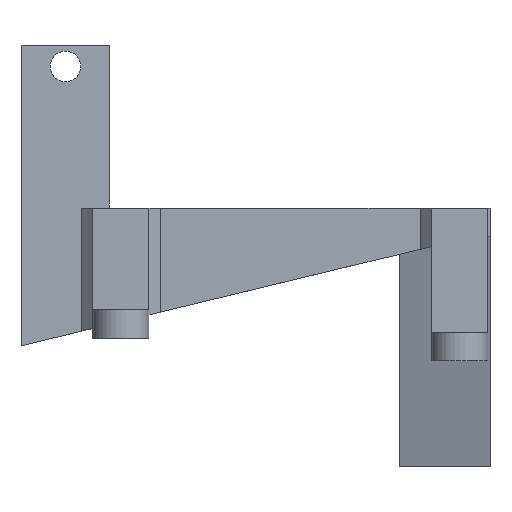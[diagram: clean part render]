
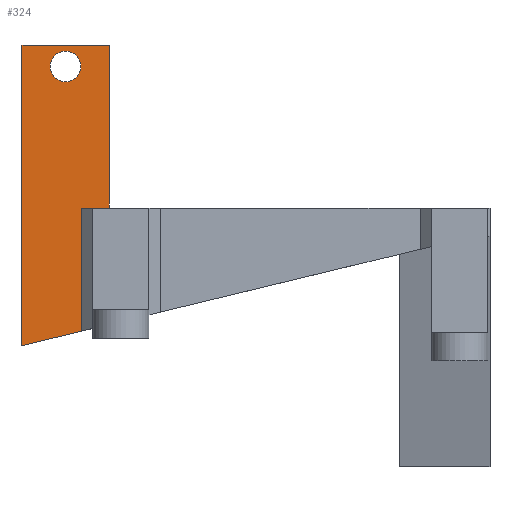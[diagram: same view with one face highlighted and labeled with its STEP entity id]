
A CAD part, front view. The second image highlights one B-rep face of the part: STEP entity #324.
In plain terms, the highlighted planar face has unit normal (0, -1, 0).
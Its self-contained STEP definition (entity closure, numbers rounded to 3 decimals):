
#120 = VERTEX_POINT('',#121);
#121 = CARTESIAN_POINT('',(-3.124,0.,-13.845));
#127 = EDGE_CURVE('',#128,#120,#130,.T.);
#128 = VERTEX_POINT('',#129);
#129 = CARTESIAN_POINT('',(-9.779,0.,-15.454));
#130 = LINE('',#131,#132);
#131 = CARTESIAN_POINT('',(-9.779,0.,-15.454));
#132 = VECTOR('',#133,1.);
#133 = DIRECTION('',(0.972,0.,0.235));
#281 = VERTEX_POINT('',#282);
#282 = CARTESIAN_POINT('',(-9.779,0.,18.297));
#290 = EDGE_CURVE('',#281,#128,#291,.T.);
#291 = LINE('',#292,#293);
#292 = CARTESIAN_POINT('',(-9.779,0.,18.297));
#293 = VECTOR('',#294,1.);
#294 = DIRECTION('',(0.,0.,-1.));
#324 = ADVANCED_FACE('',(#325,#367),#378,.F.);
#325 = FACE_BOUND('',#326,.F.);
#326 = EDGE_LOOP('',(#327,#328,#329,#337,#345,#353,#361));
#327 = ORIENTED_EDGE('',*,*,#127,.F.);
#328 = ORIENTED_EDGE('',*,*,#290,.F.);
#329 = ORIENTED_EDGE('',*,*,#330,.F.);
#330 = EDGE_CURVE('',#331,#281,#333,.T.);
#331 = VERTEX_POINT('',#332);
#332 = CARTESIAN_POINT('',(0.,0.,18.297));
#333 = LINE('',#334,#335);
#334 = CARTESIAN_POINT('',(0.,0.,18.297));
#335 = VECTOR('',#336,1.);
#336 = DIRECTION('',(-1.,0.,0.));
#337 = ORIENTED_EDGE('',*,*,#338,.T.);
#338 = EDGE_CURVE('',#331,#339,#341,.T.);
#339 = VERTEX_POINT('',#340);
#340 = CARTESIAN_POINT('',(0.,0.,0.));
#341 = LINE('',#342,#343);
#342 = CARTESIAN_POINT('',(0.,0.,18.297));
#343 = VECTOR('',#344,1.);
#344 = DIRECTION('',(0.,0.,-1.));
#345 = ORIENTED_EDGE('',*,*,#346,.T.);
#346 = EDGE_CURVE('',#339,#347,#349,.T.);
#347 = VERTEX_POINT('',#348);
#348 = CARTESIAN_POINT('',(-1.854,0.,-0.));
#349 = LINE('',#350,#351);
#350 = CARTESIAN_POINT('',(4.496,0.,0.));
#351 = VECTOR('',#352,1.);
#352 = DIRECTION('',(-1.,0.,0.));
#353 = ORIENTED_EDGE('',*,*,#354,.T.);
#354 = EDGE_CURVE('',#347,#355,#357,.T.);
#355 = VERTEX_POINT('',#356);
#356 = CARTESIAN_POINT('',(-3.124,0.,0.
    ));
#357 = LINE('',#358,#359);
#358 = CARTESIAN_POINT('',(14.272,0.,
    0.));
#359 = VECTOR('',#360,1.);
#360 = DIRECTION('',(-1.,0.,0.));
#361 = ORIENTED_EDGE('',*,*,#362,.F.);
#362 = EDGE_CURVE('',#120,#355,#363,.T.);
#363 = LINE('',#364,#365);
#364 = CARTESIAN_POINT('',(-3.124,0.,-13.538));
#365 = VECTOR('',#366,1.);
#366 = DIRECTION('',(0.,0.,1.));
#367 = FACE_BOUND('',#368,.F.);
#368 = EDGE_LOOP('',(#369));
#369 = ORIENTED_EDGE('',*,*,#370,.T.);
#370 = EDGE_CURVE('',#371,#371,#373,.T.);
#371 = VERTEX_POINT('',#372);
#372 = CARTESIAN_POINT('',(-3.175,0.,15.915));
#373 = CIRCLE('',#374,1.715);
#374 = AXIS2_PLACEMENT_3D('',#375,#376,#377);
#375 = CARTESIAN_POINT('',(-4.89,0.,15.915));
#376 = DIRECTION('',(0.,-1.,0.));
#377 = DIRECTION('',(1.,0.,0.));
#378 = PLANE('',#379);
#379 = AXIS2_PLACEMENT_3D('',#380,#381,#382);
#380 = CARTESIAN_POINT('',(8.174,0.,
    0.265));
#381 = DIRECTION('',(0.,1.,0.));
#382 = DIRECTION('',(0.,0.,1.));
